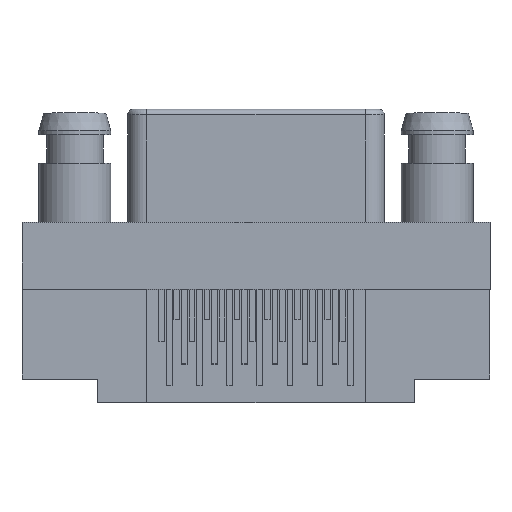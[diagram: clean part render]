
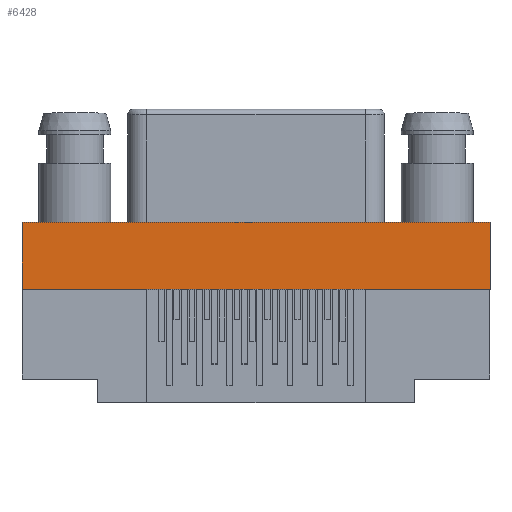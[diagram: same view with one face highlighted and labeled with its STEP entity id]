
A CAD part, top view. The second image highlights one B-rep face of the part: STEP entity #6428.
In plain terms, the highlighted planar face has unit normal (0, 0, 1).
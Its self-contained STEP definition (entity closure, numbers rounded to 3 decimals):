
#6334=CARTESIAN_POINT('',(12.4,3.05,5.0));
#6335=VERTEX_POINT('',#6334);
#6350=CARTESIAN_POINT('',(12.4,6.6,5.0));
#6351=VERTEX_POINT('',#6350);
#6358=CARTESIAN_POINT('',(12.4,6.6,5.0));
#6359=DIRECTION('',(0.0,-1.0,0.0));
#6360=VECTOR('',#6359,3.55);
#6361=LINE('',#6358,#6360);
#6362=EDGE_CURVE('',#6351,#6335,#6361,.T.);
#6398=CARTESIAN_POINT('',(-9.1,4.825,5.0));
#6399=DIRECTION('',(0.0,0.0,-1.0));
#6400=DIRECTION('',(-1.0,0.0,0.0));
#6401=AXIS2_PLACEMENT_3D('',#6398,#6399,#6400);
#6402=PLANE('',#6401);
#6403=CARTESIAN_POINT('',(-12.4,6.6,5.0));
#6404=VERTEX_POINT('',#6403);
#6405=CARTESIAN_POINT('',(-12.4,3.05,5.0));
#6406=VERTEX_POINT('',#6405);
#6407=CARTESIAN_POINT('',(-12.4,6.6,5.0));
#6408=DIRECTION('',(0.0,-1.0,0.0));
#6409=VECTOR('',#6408,3.55);
#6410=LINE('',#6407,#6409);
#6411=EDGE_CURVE('',#6404,#6406,#6410,.T.);
#6412=ORIENTED_EDGE('',*,*,#6411,.T.);
#6413=CARTESIAN_POINT('',(12.4,3.05,5.0));
#6414=DIRECTION('',(-1.0,0.0,0.0));
#6415=VECTOR('',#6414,24.8);
#6416=LINE('',#6413,#6415);
#6417=EDGE_CURVE('',#6335,#6406,#6416,.T.);
#6418=ORIENTED_EDGE('',*,*,#6417,.F.);
#6419=ORIENTED_EDGE('',*,*,#6362,.F.);
#6420=CARTESIAN_POINT('',(12.4,6.6,5.0));
#6421=DIRECTION('',(-1.0,0.0,0.0));
#6422=VECTOR('',#6421,24.8);
#6423=LINE('',#6420,#6422);
#6424=EDGE_CURVE('',#6351,#6404,#6423,.T.);
#6425=ORIENTED_EDGE('',*,*,#6424,.T.);
#6426=EDGE_LOOP('',(#6412,#6418,#6419,#6425));
#6427=FACE_OUTER_BOUND('',#6426,.T.);
#6428=ADVANCED_FACE('',(#6427),#6402,.F.);
